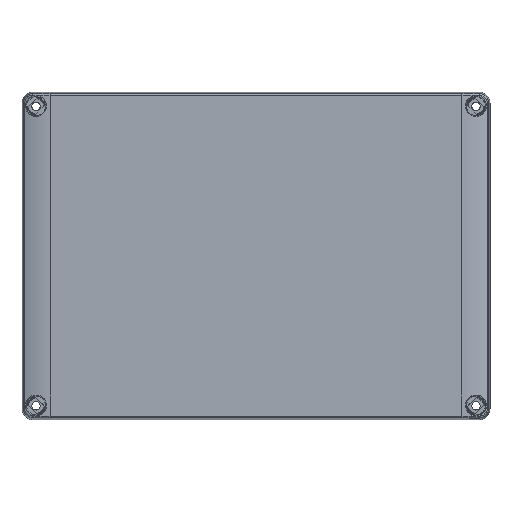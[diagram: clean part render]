
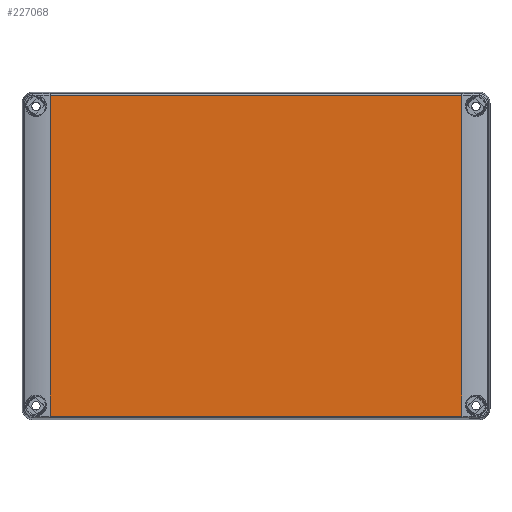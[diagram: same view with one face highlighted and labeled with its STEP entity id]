
A CAD part, top view. The second image highlights one B-rep face of the part: STEP entity #227068.
In plain terms, the highlighted planar face has unit normal (0, 0, 1).
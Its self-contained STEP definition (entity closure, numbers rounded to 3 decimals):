
#222199=DIRECTION('',(-1.,0.,0.));
#222200=VECTOR('',#222199,220.);
#222201=CARTESIAN_POINT('',(110.,-85.645,50.));
#222202=LINE('',#222201,#222200);
#222208=DIRECTION('',(0.,1.,0.));
#222209=VECTOR('',#222208,171.289);
#222210=CARTESIAN_POINT('',(-110.,-85.645,
50.));
#222211=LINE('',#222210,#222209);
#222216=DIRECTION('',(1.,0.,0.));
#222217=VECTOR('',#222216,220.);
#222218=CARTESIAN_POINT('',(-110.,85.645,50.));
#222219=LINE('',#222218,#222217);
#222241=CARTESIAN_POINT('',(-110.,85.645,50.));
#222452=DIRECTION('',(0.,1.,0.));
#222453=VECTOR('',#222452,171.289);
#222454=CARTESIAN_POINT('',(110.,-85.645,50.));
#222455=LINE('',#222454,#222453);
#223757=CARTESIAN_POINT('',(110.,-85.645,50.));
#223758=CARTESIAN_POINT('',(-110.,-85.645,
50.));
#223759=VERTEX_POINT('',#223757);
#223760=VERTEX_POINT('',#223758);
#223772=VERTEX_POINT('',#222241);
#223775=CARTESIAN_POINT('',(110.,85.645,50.));
#223776=VERTEX_POINT('',#223775);
#227055=CARTESIAN_POINT('',(-110.,-87.5,50.));
#227056=DIRECTION('',(0.,0.,1.));
#227057=DIRECTION('',(1.,0.,0.));
#227058=AXIS2_PLACEMENT_3D('',#227055,#227056,#227057);
#227059=PLANE('',#227058);
#227060=ORIENTED_EDGE('',*,*,#227049,.T.);
#227061=ORIENTED_EDGE('',*,*,#226699,.T.);
#227063=ORIENTED_EDGE('',*,*,#227062,.T.);
#227065=ORIENTED_EDGE('',*,*,#227064,.F.);
#227066=EDGE_LOOP('',(#227060,#227061,#227063,#227065));
#227067=FACE_OUTER_BOUND('',#227066,.F.);
#226699=EDGE_CURVE('',#223760,#223772,#222211,.T.);
#227049=EDGE_CURVE('',#223759,#223760,#222202,.T.);
#227062=EDGE_CURVE('',#223772,#223776,#222219,.T.);
#227064=EDGE_CURVE('',#223759,#223776,#222455,.T.);
#227068=ADVANCED_FACE('',(#227067),#227059,.T.);
